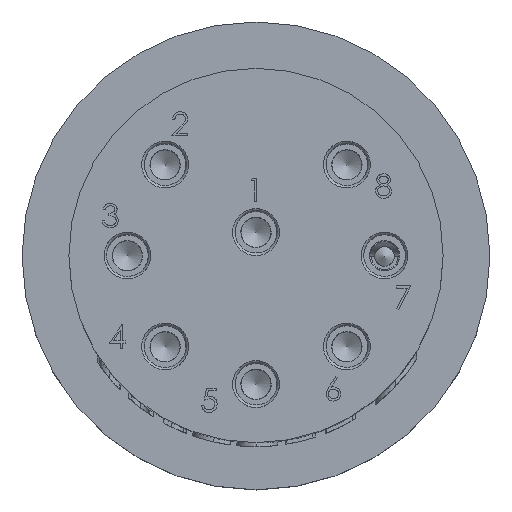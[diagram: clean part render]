
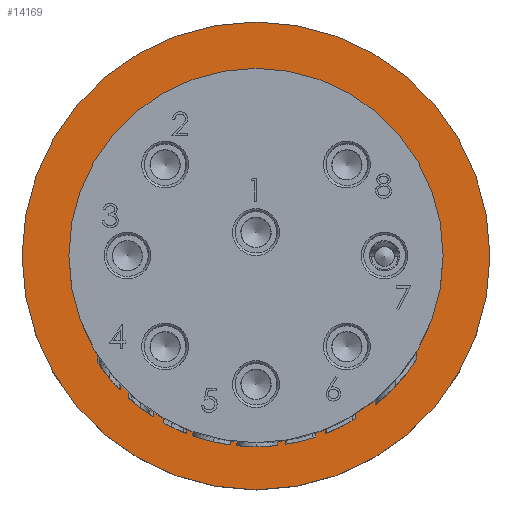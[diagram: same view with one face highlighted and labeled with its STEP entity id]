
A CAD part, top view. The second image highlights one B-rep face of the part: STEP entity #14169.
In plain terms, the highlighted planar face has unit normal (0, 0, 1).
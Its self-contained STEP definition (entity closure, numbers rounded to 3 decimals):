
#256=FACE_BOUND('',#2716,.T.);
#550=PLANE('',#15412);
#1898=FACE_OUTER_BOUND('',#2715,.T.);
#2715=EDGE_LOOP('',(#11627));
#2716=EDGE_LOOP('',(#11628));
#5220=CIRCLE('',#15293,15.875);
#5224=CIRCLE('',#15304,12.7);
#6036=VERTEX_POINT('',#23734);
#6040=VERTEX_POINT('',#23756);
#7728=EDGE_CURVE('',#6036,#6036,#5220,.T.);
#7739=EDGE_CURVE('',#6040,#6040,#5224,.T.);
#11627=ORIENTED_EDGE('',*,*,#7728,.F.);
#11628=ORIENTED_EDGE('',*,*,#7739,.T.);
#14169=ADVANCED_FACE('',(#1898,#256),#550,.F.);
#15293=AXIS2_PLACEMENT_3D('',#23736,#17660,#17661);
#15304=AXIS2_PLACEMENT_3D('',#23758,#17689,#17690);
#15412=AXIS2_PLACEMENT_3D('',#29483,#18163,#18164);
#17660=DIRECTION('center_axis',(0.,0.,-1.));
#17661=DIRECTION('ref_axis',(-1.,0.,0.));
#17689=DIRECTION('center_axis',(0.,0.,-1.));
#17690=DIRECTION('ref_axis',(-1.,0.,0.));
#18163=DIRECTION('center_axis',(0.,0.,-1.));
#18164=DIRECTION('ref_axis',(-1.,0.,0.));
#23734=CARTESIAN_POINT('',(15.875,0.,0.));
#23736=CARTESIAN_POINT('Origin',(0.,0.,0.));
#23756=CARTESIAN_POINT('',(-12.7,0.,0.));
#23758=CARTESIAN_POINT('Origin',(0.,0.,0.));
#29483=CARTESIAN_POINT('Origin',(0.,0.,0.));
